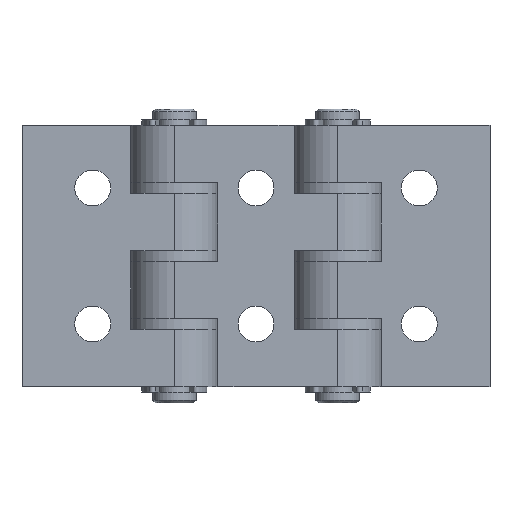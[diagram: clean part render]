
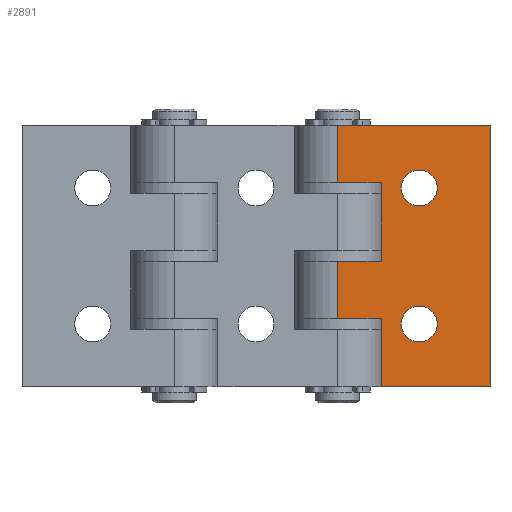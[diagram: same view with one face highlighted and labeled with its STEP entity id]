
A CAD part, front view. The second image highlights one B-rep face of the part: STEP entity #2891.
In plain terms, the highlighted planar face has unit normal (0, -1, 0).
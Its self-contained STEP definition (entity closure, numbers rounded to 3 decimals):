
#38=FACE_BOUND('',#373,.T.);
#39=FACE_BOUND('',#374,.T.);
#87=PLANE('',#3135);
#195=FACE_OUTER_BOUND('',#372,.T.);
#372=EDGE_LOOP('',(#2117,#2118,#2119,#2120,#2121,#2122,#2123,#2124,#2125,
#2126));
#373=EDGE_LOOP('',(#2127));
#374=EDGE_LOOP('',(#2128));
#568=LINE('',#4475,#829);
#570=LINE('',#4484,#831);
#574=LINE('',#4493,#835);
#577=LINE('',#4504,#838);
#579=LINE('',#4508,#840);
#582=LINE('',#4513,#843);
#586=LINE('',#4523,#847);
#588=LINE('',#4529,#849);
#594=LINE('',#4539,#855);
#596=LINE('',#4542,#857);
#829=VECTOR('',#3499,1000.);
#831=VECTOR('',#3507,1000.);
#835=VECTOR('',#3513,1000.);
#838=VECTOR('',#3524,1000.);
#840=VECTOR('',#3528,1000.);
#843=VECTOR('',#3533,1000.);
#847=VECTOR('',#3543,1000.);
#849=VECTOR('',#3549,1000.);
#855=VECTOR('',#3559,1000.);
#857=VECTOR('',#3563,1000.);
#1084=CIRCLE('',#3101,3.3);
#1086=CIRCLE('',#3104,3.3);
#1272=VERTEX_POINT('',#4442);
#1274=VERTEX_POINT('',#4448);
#1281=VERTEX_POINT('',#4469);
#1283=VERTEX_POINT('',#4473);
#1285=VERTEX_POINT('',#4478);
#1287=VERTEX_POINT('',#4482);
#1288=VERTEX_POINT('',#4486);
#1291=VERTEX_POINT('',#4491);
#1295=VERTEX_POINT('',#4503);
#1296=VERTEX_POINT('',#4507);
#1300=VERTEX_POINT('',#4522);
#1302=VERTEX_POINT('',#4528);
#1580=EDGE_CURVE('',#1272,#1272,#1084,.T.);
#1583=EDGE_CURVE('',#1274,#1274,#1086,.T.);
#1596=EDGE_CURVE('',#1281,#1283,#568,.T.);
#1600=EDGE_CURVE('',#1285,#1287,#570,.T.);
#1604=EDGE_CURVE('',#1291,#1288,#574,.T.);
#1609=EDGE_CURVE('',#1295,#1288,#577,.T.);
#1611=EDGE_CURVE('',#1295,#1296,#579,.T.);
#1614=EDGE_CURVE('',#1287,#1296,#582,.T.);
#1619=EDGE_CURVE('',#1285,#1300,#586,.T.);
#1622=EDGE_CURVE('',#1300,#1302,#588,.T.);
#1628=EDGE_CURVE('',#1283,#1302,#594,.T.);
#1630=EDGE_CURVE('',#1281,#1291,#596,.T.);
#2117=ORIENTED_EDGE('',*,*,#1614,.T.);
#2118=ORIENTED_EDGE('',*,*,#1611,.F.);
#2119=ORIENTED_EDGE('',*,*,#1609,.T.);
#2120=ORIENTED_EDGE('',*,*,#1604,.F.);
#2121=ORIENTED_EDGE('',*,*,#1630,.F.);
#2122=ORIENTED_EDGE('',*,*,#1596,.T.);
#2123=ORIENTED_EDGE('',*,*,#1628,.T.);
#2124=ORIENTED_EDGE('',*,*,#1622,.F.);
#2125=ORIENTED_EDGE('',*,*,#1619,.F.);
#2126=ORIENTED_EDGE('',*,*,#1600,.T.);
#2127=ORIENTED_EDGE('',*,*,#1580,.T.);
#2128=ORIENTED_EDGE('',*,*,#1583,.T.);
#2891=ADVANCED_FACE('',(#195,#38,#39),#87,.F.);
#3101=AXIS2_PLACEMENT_3D('',#4443,#3463,#3464);
#3104=AXIS2_PLACEMENT_3D('',#4449,#3470,#3471);
#3135=AXIS2_PLACEMENT_3D('',#4544,#3566,#3567);
#3463=DIRECTION('center_axis',(0.,1.,0.));
#3464=DIRECTION('ref_axis',(0.,0.,1.));
#3470=DIRECTION('center_axis',(0.,1.,0.));
#3471=DIRECTION('ref_axis',(0.,0.,1.));
#3499=DIRECTION('',(0.,0.,-1.));
#3507=DIRECTION('',(0.,0.,-1.));
#3513=DIRECTION('',(0.,0.,-1.));
#3524=DIRECTION('',(1.,0.,0.));
#3528=DIRECTION('',(0.,0.,1.));
#3533=DIRECTION('',(1.,0.,0.));
#3543=DIRECTION('',(1.,0.,0.));
#3549=DIRECTION('',(0.,0.,1.));
#3559=DIRECTION('',(1.,0.,0.));
#3563=DIRECTION('',(1.,0.,0.));
#3566=DIRECTION('center_axis',(0.,1.,0.));
#3567=DIRECTION('ref_axis',(0.,0.,1.));
#4442=CARTESIAN_POINT('',(12.444,-8.677,-19.268));
#4443=CARTESIAN_POINT('Origin',(12.444,-8.677,-15.968));
#4448=CARTESIAN_POINT('',(12.444,-8.677,5.732));
#4449=CARTESIAN_POINT('Origin',(12.444,-8.677,9.032));
#4469=CARTESIAN_POINT('',(-2.556,-8.677,20.532));
#4473=CARTESIAN_POINT('',(-2.556,-8.677,10.032));
#4475=CARTESIAN_POINT('',(-2.556,-8.677,20.532));
#4478=CARTESIAN_POINT('',(-2.556,-8.677,-4.468));
#4482=CARTESIAN_POINT('',(-2.556,-8.677,-14.968));
#4484=CARTESIAN_POINT('',(-2.556,-8.677,20.532));
#4486=CARTESIAN_POINT('',(25.444,-8.677,-27.468));
#4491=CARTESIAN_POINT('',(25.444,-8.677,20.532));
#4493=CARTESIAN_POINT('',(25.444,-8.677,20.532));
#4503=CARTESIAN_POINT('',(5.444,-8.677,-27.468));
#4504=CARTESIAN_POINT('',(-2.556,-8.677,-27.468));
#4507=CARTESIAN_POINT('',(5.444,-8.677,-14.968));
#4508=CARTESIAN_POINT('',(5.444,-8.677,-27.468));
#4513=CARTESIAN_POINT('',(-2.556,-8.677,-14.968));
#4522=CARTESIAN_POINT('',(5.444,-8.677,-4.468));
#4523=CARTESIAN_POINT('',(-2.556,-8.677,-4.468));
#4528=CARTESIAN_POINT('',(5.444,-8.677,10.032));
#4529=CARTESIAN_POINT('',(5.444,-8.677,-4.468));
#4539=CARTESIAN_POINT('',(-2.556,-8.677,10.032));
#4542=CARTESIAN_POINT('',(-2.556,-8.677,20.532));
#4544=CARTESIAN_POINT('Origin',(-2.556,-8.677,20.532));
